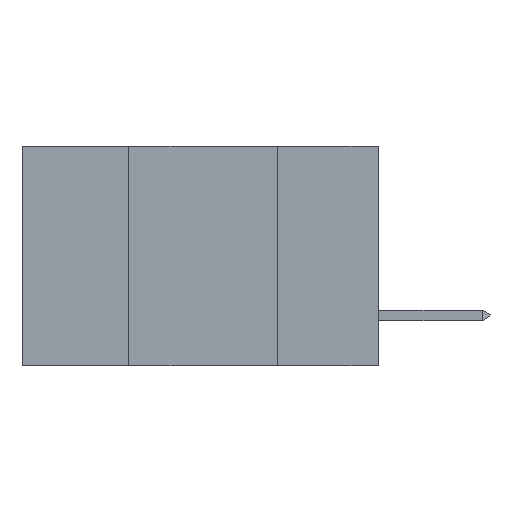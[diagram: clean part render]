
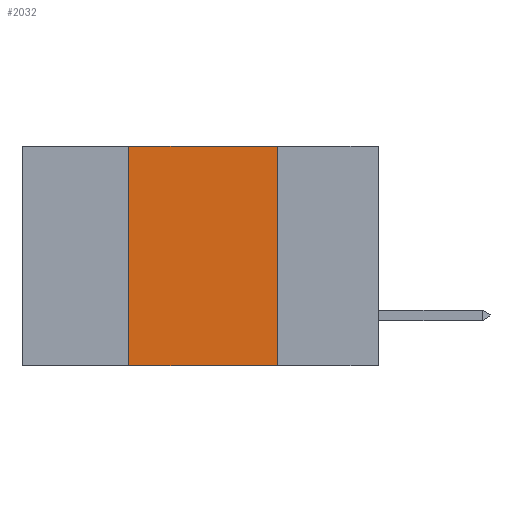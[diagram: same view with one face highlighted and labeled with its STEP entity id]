
A CAD part, left-side view. The second image highlights one B-rep face of the part: STEP entity #2032.
In plain terms, the highlighted planar face has unit normal (-1, 0, 0).
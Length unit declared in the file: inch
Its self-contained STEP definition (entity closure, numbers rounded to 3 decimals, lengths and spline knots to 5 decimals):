
#267 = DIRECTION ( 'NONE',  ( 0., -1., 0. ) ) ;
#545 = EDGE_CURVE ( 'NONE', #8778, #10410, #684, .T. ) ;
#684 = LINE ( 'NONE', #11513, #3816 ) ;
#1833 = CARTESIAN_POINT ( 'NONE',  ( 0., 0.17, 0. ) ) ;
#1946 = EDGE_CURVE ( 'NONE', #8778, #8128, #8030, .T. ) ;
#2032 = ADVANCED_FACE ( 'NONE', ( #2816 ), #15803, .F. ) ;
#2293 = DIRECTION ( 'NONE',  ( 0., 0., -1. ) ) ;
#2816 = FACE_OUTER_BOUND ( 'NONE', #8612, .T. ) ;
#3533 = VECTOR ( 'NONE', #13273, 39.37008 ) ;
#3587 = VECTOR ( 'NONE', #10566, 39.37008 ) ;
#3816 = VECTOR ( 'NONE', #267, 39.37008 ) ;
#5285 = LINE ( 'NONE', #12024, #3533 ) ;
#5299 = CARTESIAN_POINT ( 'NONE',  ( 0., 0.6, 0. ) ) ;
#8030 = LINE ( 'NONE', #14108, #3587 ) ;
#8128 = VERTEX_POINT ( 'NONE', #13134 ) ;
#8262 = VERTEX_POINT ( 'NONE', #1833 ) ;
#8612 = EDGE_LOOP ( 'NONE', ( #10786, #12920, #9612, #12184 ) ) ;
#8778 = VERTEX_POINT ( 'NONE', #9660 ) ;
#8795 = CARTESIAN_POINT ( 'NONE',  ( 0., 0.17, -0.37 ) ) ;
#9492 = EDGE_CURVE ( 'NONE', #8262, #10410, #5285, .T. ) ;
#9612 = ORIENTED_EDGE ( 'NONE', *, *, #1946, .F. ) ;
#9660 = CARTESIAN_POINT ( 'NONE',  ( 0., 0.42, -0.37 ) ) ;
#9683 = DIRECTION ( 'NONE',  ( 1., 0., 0. ) ) ;
#10410 = VERTEX_POINT ( 'NONE', #8795 ) ;
#10566 = DIRECTION ( 'NONE',  ( 0., 0., 1. ) ) ;
#10786 = ORIENTED_EDGE ( 'NONE', *, *, #9492, .F. ) ;
#10832 = CARTESIAN_POINT ( 'NONE',  ( 0., 0.6, 0. ) ) ;
#10871 = AXIS2_PLACEMENT_3D ( 'NONE', #10832, #9683, #2293 ) ;
#11513 = CARTESIAN_POINT ( 'NONE',  ( 0., 0.6, -0.37 ) ) ;
#12024 = CARTESIAN_POINT ( 'NONE',  ( 0., 0.17, 0. ) ) ;
#12184 = ORIENTED_EDGE ( 'NONE', *, *, #545, .T. ) ;
#12920 = ORIENTED_EDGE ( 'NONE', *, *, #15718, .F. ) ;
#13134 = CARTESIAN_POINT ( 'NONE',  ( 0., 0.42, 0. ) ) ;
#13273 = DIRECTION ( 'NONE',  ( 0., 0., -1. ) ) ;
#14108 = CARTESIAN_POINT ( 'NONE',  ( 0., 0.42, 0. ) ) ;
#15215 = DIRECTION ( 'NONE',  ( 0., -1., 0. ) ) ;
#15259 = LINE ( 'NONE', #5299, #16042 ) ;
#15718 = EDGE_CURVE ( 'NONE', #8128, #8262, #15259, .T. ) ;
#15803 = PLANE ( 'NONE',  #10871 ) ;
#16042 = VECTOR ( 'NONE', #15215, 39.37008 ) ;
